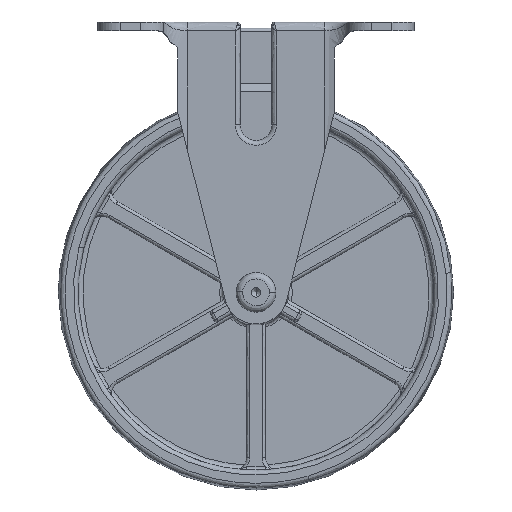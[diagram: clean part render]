
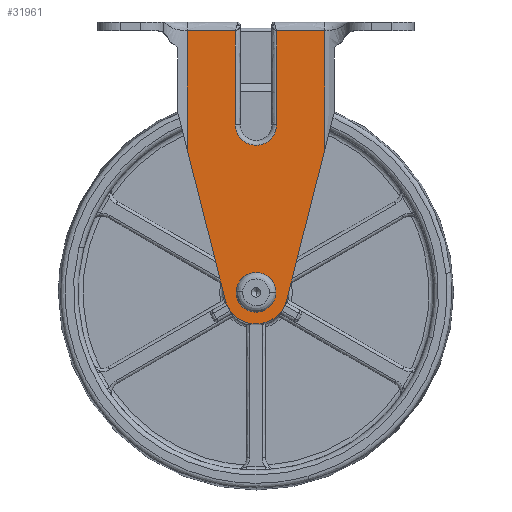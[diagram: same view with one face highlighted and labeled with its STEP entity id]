
A CAD part, front view. The second image highlights one B-rep face of the part: STEP entity #31961.
In plain terms, the highlighted free-form (B-spline) face has degree [1, 1] with [2, 2] control points.
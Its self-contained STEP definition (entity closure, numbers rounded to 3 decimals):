
#22251=CARTESIAN_POINT('',(3.158,-18.8,-2.455));
#22252=VERTEX_POINT('',#22251);
#22258=CARTESIAN_POINT('',(0.0,-18.8,4.0));
#22259=VERTEX_POINT('',#22258);
#22260=CARTESIAN_POINT('',(0.0,-18.8,4.0));
#22261=CARTESIAN_POINT('',(4.,-18.8,4.));
#22262=CARTESIAN_POINT('',(4.0,-18.8,0.0));
#22263=CARTESIAN_POINT('',(4.0,-18.8,-1.372));
#22264=CARTESIAN_POINT('',(3.158,-18.8,-2.455));
#22272=(BOUNDED_CURVE()B_SPLINE_CURVE(2,(#22260,#22261,#22262,#22263,#22264),.UNSPECIFIED.,.F.,.U.)B_SPLINE_CURVE_WITH_KNOTS((3,2,3),(0.0,0.25,0.356),.UNSPECIFIED.)CURVE()GEOMETRIC_REPRESENTATION_ITEM()RATIONAL_B_SPLINE_CURVE((1.0,0.707,1.0,0.876,0.857))REPRESENTATION_ITEM(''));
#22273=EDGE_CURVE('',#22259,#22252,#22272,.T.);
#22275=CARTESIAN_POINT('',(-2.804,-18.8,-2.853));
#22276=VERTEX_POINT('',#22275);
#22277=CARTESIAN_POINT('',(-2.804,-18.8,-2.853));
#22278=CARTESIAN_POINT('',(-4.0,-18.8,-1.677));
#22279=CARTESIAN_POINT('',(-4.0,-18.8,0.0));
#22280=CARTESIAN_POINT('',(-4.,-18.8,4.));
#22281=CARTESIAN_POINT('',(0.0,-18.8,4.0));
#22289=(BOUNDED_CURVE()B_SPLINE_CURVE(2,(#22277,#22278,#22279,#22280,#22281),.UNSPECIFIED.,.F.,.U.)B_SPLINE_CURVE_WITH_KNOTS((3,2,3),(0.624,0.75,1.0),.UNSPECIFIED.)CURVE()GEOMETRIC_REPRESENTATION_ITEM()RATIONAL_B_SPLINE_CURVE((0.854,0.852,1.0,0.707,1.0))REPRESENTATION_ITEM(''));
#22290=EDGE_CURVE('',#22276,#22259,#22289,.T.);
#22366=CARTESIAN_POINT('',(0.0,-18.8,-4.0));
#22367=VERTEX_POINT('',#22366);
#22368=CARTESIAN_POINT('',(0.0,-18.8,-4.0));
#22369=CARTESIAN_POINT('',(-1.636,-18.8,-4.0));
#22370=CARTESIAN_POINT('',(-2.804,-18.8,-2.853));
#22378=(BOUNDED_CURVE()B_SPLINE_CURVE(2,(#22368,#22369,#22370),.UNSPECIFIED.,.F.,.U.)B_SPLINE_CURVE_WITH_KNOTS((3,3),(0.5,0.624),.UNSPECIFIED.)CURVE()GEOMETRIC_REPRESENTATION_ITEM()RATIONAL_B_SPLINE_CURVE((1.0,0.855,0.854))REPRESENTATION_ITEM(''));
#22379=EDGE_CURVE('',#22367,#22276,#22378,.T.);
#22381=CARTESIAN_POINT('',(3.158,-18.8,-2.455));
#22382=CARTESIAN_POINT('',(1.957,-18.8,-4.0));
#22383=CARTESIAN_POINT('',(0.0,-18.8,-4.0));
#22391=(BOUNDED_CURVE()B_SPLINE_CURVE(2,(#22381,#22382,#22383),.UNSPECIFIED.,.F.,.U.)B_SPLINE_CURVE_WITH_KNOTS((3,3),(0.356,0.5),.UNSPECIFIED.)CURVE()GEOMETRIC_REPRESENTATION_ITEM()RATIONAL_B_SPLINE_CURVE((0.857,0.832,1.0))REPRESENTATION_ITEM(''));
#22392=EDGE_CURVE('',#22252,#22367,#22391,.T.);
#26465=CARTESIAN_POINT('',(6.5,-18.8,82.7));
#26466=VERTEX_POINT('',#26465);
#26914=CARTESIAN_POINT('',(-6.5,-18.8,82.7));
#26915=VERTEX_POINT('',#26914);
#27562=CARTESIAN_POINT('',(-21.703,-18.8,82.7));
#27563=VERTEX_POINT('',#27562);
#27577=CARTESIAN_POINT('',(-6.5,-18.8,82.7));
#27578=CARTESIAN_POINT('',(-11.568,-18.8,82.7));
#27579=CARTESIAN_POINT('',(-16.636,-18.8,82.7));
#27580=CARTESIAN_POINT('',(-21.703,-18.8,82.7));
#27581=B_SPLINE_CURVE_WITH_KNOTS('',3,(#27577,#27578,#27579,#27580),.UNSPECIFIED.,.F.,.U.,(4,4),(0.0,0.303),.UNSPECIFIED.);
#27582=EDGE_CURVE('',#26915,#27563,#27581,.T.);
#27783=CARTESIAN_POINT('',(21.703,-18.8,82.7));
#27784=VERTEX_POINT('',#27783);
#27785=CARTESIAN_POINT('',(21.703,-18.8,82.7));
#27786=CARTESIAN_POINT('',(16.636,-18.8,82.7));
#27787=CARTESIAN_POINT('',(11.568,-18.8,82.7));
#27788=CARTESIAN_POINT('',(6.5,-18.8,82.7));
#27789=B_SPLINE_CURVE_WITH_KNOTS('',3,(#27785,#27786,#27787,#27788),.UNSPECIFIED.,.F.,.U.,(4,4),(0.697,1.0),.UNSPECIFIED.);
#27790=EDGE_CURVE('',#27784,#26466,#27789,.T.);
#28153=CARTESIAN_POINT('',(6.5,-18.8,53.));
#28154=VERTEX_POINT('',#28153);
#28155=CARTESIAN_POINT('',(6.5,-18.8,82.7));
#28156=CARTESIAN_POINT('',(6.5,-18.8,53.));
#28157=QUASI_UNIFORM_CURVE('',1,(#28155,#28156),.UNSPECIFIED.,.F.,.U.);
#28158=EDGE_CURVE('',#26466,#28154,#28157,.T.);
#28216=CARTESIAN_POINT('',(-6.5,-18.8,53.));
#28217=VERTEX_POINT('',#28216);
#28231=CARTESIAN_POINT('',(6.5,-18.8,53.));
#28232=CARTESIAN_POINT('',(6.5,-18.8,46.5));
#28233=CARTESIAN_POINT('',(0.,-18.8,46.5));
#28234=CARTESIAN_POINT('',(-6.5,-18.8,46.5));
#28235=CARTESIAN_POINT('',(-6.5,-18.8,53.));
#28243=(BOUNDED_CURVE()B_SPLINE_CURVE(2,(#28231,#28232,#28233,#28234,#28235),.UNSPECIFIED.,.F.,.U.)B_SPLINE_CURVE_WITH_KNOTS((3,2,3),(0.0,0.5,1.0),.UNSPECIFIED.)CURVE()GEOMETRIC_REPRESENTATION_ITEM()RATIONAL_B_SPLINE_CURVE((1.0,0.707,1.0,0.707,1.0))REPRESENTATION_ITEM(''));
#28244=EDGE_CURVE('',#28154,#28217,#28243,.T.);
#28287=CARTESIAN_POINT('',(-6.5,-18.8,53.));
#28288=CARTESIAN_POINT('',(-6.5,-18.8,82.7));
#28289=QUASI_UNIFORM_CURVE('',1,(#28287,#28288),.UNSPECIFIED.,.F.,.U.);
#28290=EDGE_CURVE('',#28217,#26915,#28289,.T.);
#28787=CARTESIAN_POINT('',(9.694,-18.8,-2.455));
#28788=VERTEX_POINT('',#28787);
#28789=CARTESIAN_POINT('',(-9.694,-18.8,-2.455));
#28790=VERTEX_POINT('',#28789);
#28791=CARTESIAN_POINT('',(9.694,-18.8,-2.455));
#28792=CARTESIAN_POINT('',(7.783,-18.8,-10.));
#28793=CARTESIAN_POINT('',(0.,-18.8,-10.));
#28794=CARTESIAN_POINT('',(-7.783,-18.8,-10.));
#28795=CARTESIAN_POINT('',(-9.694,-18.8,-2.455));
#28803=(BOUNDED_CURVE()B_SPLINE_CURVE(2,(#28791,#28792,#28793,#28794,#28795),.UNSPECIFIED.,.F.,.U.)B_SPLINE_CURVE_WITH_KNOTS((3,2,3),(0.0,0.5,1.0),.UNSPECIFIED.)CURVE()GEOMETRIC_REPRESENTATION_ITEM()RATIONAL_B_SPLINE_CURVE((1.0,0.789,1.0,0.789,1.0))REPRESENTATION_ITEM(''));
#28804=EDGE_CURVE('',#28788,#28790,#28803,.T.);
#29085=CARTESIAN_POINT('',(21.703,-18.8,44.969));
#29086=VERTEX_POINT('',#29085);
#29100=CARTESIAN_POINT('',(21.703,-18.8,44.969));
#29101=CARTESIAN_POINT('',(9.694,-18.8,-2.455));
#29102=QUASI_UNIFORM_CURVE('',1,(#29100,#29101),.UNSPECIFIED.,.F.,.U.);
#29103=EDGE_CURVE('',#29086,#28788,#29102,.T.);
#29135=CARTESIAN_POINT('',(-21.703,-18.8,44.969));
#29136=VERTEX_POINT('',#29135);
#29137=CARTESIAN_POINT('',(-9.694,-18.8,-2.455));
#29138=CARTESIAN_POINT('',(-21.703,-18.8,44.969));
#29139=QUASI_UNIFORM_CURVE('',1,(#29137,#29138),.UNSPECIFIED.,.F.,.U.);
#29140=EDGE_CURVE('',#28790,#29136,#29139,.T.);
#30507=CARTESIAN_POINT('',(-21.703,-18.8,44.969));
#30508=CARTESIAN_POINT('',(-21.703,-18.8,82.7));
#30509=QUASI_UNIFORM_CURVE('',1,(#30507,#30508),.UNSPECIFIED.,.F.,.U.);
#30510=EDGE_CURVE('',#29136,#27563,#30509,.T.);
#31462=CARTESIAN_POINT('',(21.703,-18.8,44.969));
#31463=CARTESIAN_POINT('',(21.703,-18.8,82.7));
#31464=QUASI_UNIFORM_CURVE('',1,(#31462,#31463),.UNSPECIFIED.,.F.,.U.);
#31465=EDGE_CURVE('',#29086,#27784,#31464,.T.);
#31938=CARTESIAN_POINT('',(-23.871,-18.8,-14.63));
#31939=CARTESIAN_POINT('',(-23.871,-18.8,87.33));
#31940=CARTESIAN_POINT('',(23.871,-18.8,-14.63));
#31941=CARTESIAN_POINT('',(23.871,-18.8,87.33));
#31942=B_SPLINE_SURFACE_WITH_KNOTS('',1,1,((#31938,#31940),(#31939,#31941)),.UNSPECIFIED.,.F.,.F.,.U.,(2,2),(2,2),(0.0,101.961),(0.0,47.743),.UNSPECIFIED.);
#31943=ORIENTED_EDGE('',*,*,#31465,.T.);
#31944=ORIENTED_EDGE('',*,*,#27790,.T.);
#31945=ORIENTED_EDGE('',*,*,#28158,.T.);
#31946=ORIENTED_EDGE('',*,*,#28244,.T.);
#31947=ORIENTED_EDGE('',*,*,#28290,.T.);
#31948=ORIENTED_EDGE('',*,*,#27582,.T.);
#31949=ORIENTED_EDGE('',*,*,#30510,.F.);
#31950=ORIENTED_EDGE('',*,*,#29140,.F.);
#31951=ORIENTED_EDGE('',*,*,#28804,.F.);
#31952=ORIENTED_EDGE('',*,*,#29103,.F.);
#31953=EDGE_LOOP('',(#31943,#31944,#31945,#31946,#31947,#31948,#31949,#31950,#31951,#31952));
#31954=FACE_OUTER_BOUND('',#31953,.T.);
#31955=ORIENTED_EDGE('',*,*,#22379,.T.);
#31956=ORIENTED_EDGE('',*,*,#22290,.T.);
#31957=ORIENTED_EDGE('',*,*,#22273,.T.);
#31958=ORIENTED_EDGE('',*,*,#22392,.T.);
#31959=EDGE_LOOP('',(#31955,#31956,#31957,#31958));
#31960=FACE_BOUND('',#31959,.T.);
#31961=ADVANCED_FACE('',(#31954,#31960),#31942,.F.);
